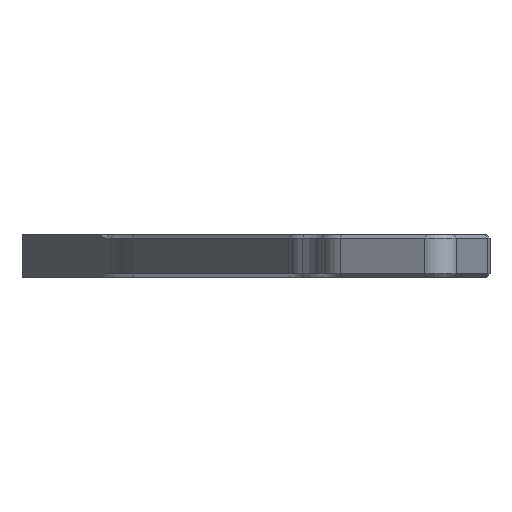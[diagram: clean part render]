
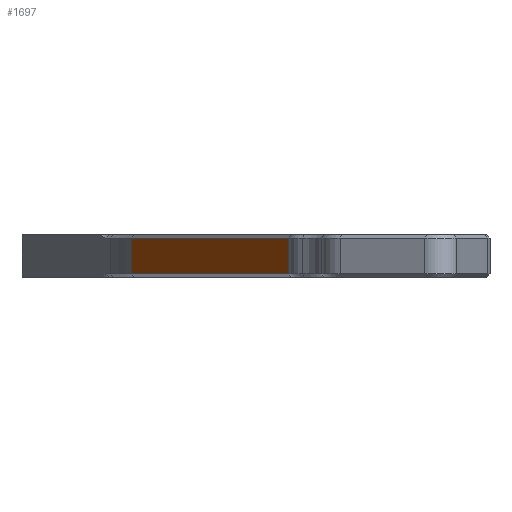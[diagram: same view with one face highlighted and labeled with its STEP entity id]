
A CAD part, left-side view. The second image highlights one B-rep face of the part: STEP entity #1697.
In plain terms, the highlighted planar face has unit normal (-0.342, 0.94, 0).
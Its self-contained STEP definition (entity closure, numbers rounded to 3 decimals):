
#188=PLANE('',#1883);
#253=FACE_OUTER_BOUND('',#367,.T.);
#367=EDGE_LOOP('',(#1422,#1423,#1424,#1425));
#505=LINE('',#2868,#663);
#523=LINE('',#2935,#681);
#524=LINE('',#2939,#682);
#525=LINE('',#2940,#683);
#663=VECTOR('',#2215,10.);
#681=VECTOR('',#2279,10.);
#682=VECTOR('',#2284,10.);
#683=VECTOR('',#2285,10.);
#871=VERTEX_POINT('',#2862);
#872=VERTEX_POINT('',#2866);
#886=VERTEX_POINT('',#2934);
#887=VERTEX_POINT('',#2938);
#1053=EDGE_CURVE('',#872,#871,#505,.T.);
#1081=EDGE_CURVE('',#871,#886,#523,.T.);
#1083=EDGE_CURVE('',#872,#887,#524,.T.);
#1084=EDGE_CURVE('',#886,#887,#525,.T.);
#1422=ORIENTED_EDGE('',*,*,#1053,.F.);
#1423=ORIENTED_EDGE('',*,*,#1083,.T.);
#1424=ORIENTED_EDGE('',*,*,#1084,.F.);
#1425=ORIENTED_EDGE('',*,*,#1081,.F.);
#1697=ADVANCED_FACE('',(#253),#188,.T.);
#1883=AXIS2_PLACEMENT_3D('',#2937,#2282,#2283);
#2215=DIRECTION('',(0.94,0.342,0.));
#2279=DIRECTION('',(0.,0.,1.));
#2282=DIRECTION('center_axis',(-0.342,0.94,0.));
#2283=DIRECTION('ref_axis',(-0.94,-0.342,0.));
#2284=DIRECTION('',(0.,0.,1.));
#2285=DIRECTION('',(-0.94,-0.342,0.));
#2862=CARTESIAN_POINT('',(-28.352,-31.967,0.5));
#2866=CARTESIAN_POINT('',(-92.491,-55.312,0.5));
#2868=CARTESIAN_POINT('',(-48.231,-39.202,0.5));
#2934=CARTESIAN_POINT('',(-28.352,-31.967,5.5));
#2935=CARTESIAN_POINT('',(-28.352,-31.967,0.));
#2937=CARTESIAN_POINT('Origin',(-28.352,-31.967,0.));
#2938=CARTESIAN_POINT('',(-92.491,-55.312,5.5));
#2939=CARTESIAN_POINT('',(-92.491,-55.312,0.));
#2940=CARTESIAN_POINT('',(-48.231,-39.202,5.5));
